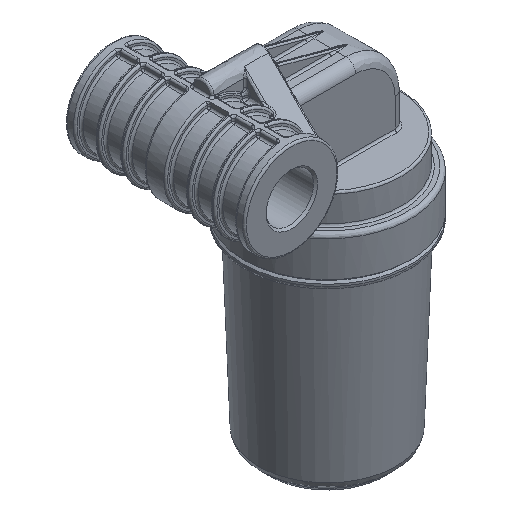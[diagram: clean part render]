
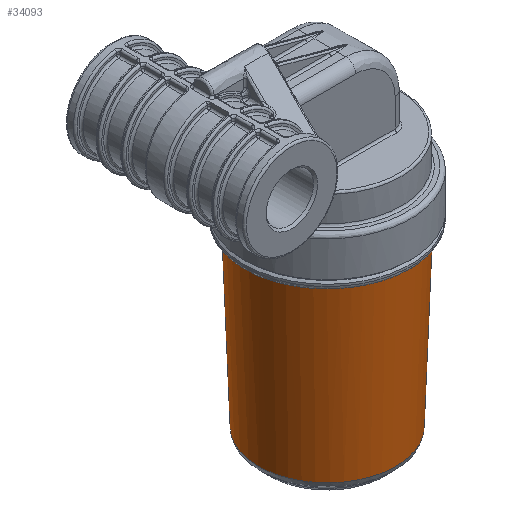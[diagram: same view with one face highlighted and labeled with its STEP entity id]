
A CAD part, isometric view. The second image highlights one B-rep face of the part: STEP entity #34093.
In plain terms, the highlighted free-form (B-spline) face has degree [2, 1] with [7, 2] control points.
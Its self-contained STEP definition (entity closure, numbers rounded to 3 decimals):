
#34093 = ADVANCED_FACE('',(#34094),#34134,.T.);
#34094 = FACE_BOUND('',#34095,.T.);
#34095 = EDGE_LOOP('',(#34096,#34108,#34115,#34125,#34126));
#34096 = ORIENTED_EDGE('',*,*,#34097,.F.);
#34097 = EDGE_CURVE('',#34098,#34100,#34102,.T.);
#34098 = VERTEX_POINT('',#34099);
#34099 = CARTESIAN_POINT('',(141.094,0.,
    -221.976));
#34100 = VERTEX_POINT('',#34101);
#34101 = CARTESIAN_POINT('',(41.072,0.,-221.976));
#34102 = ( BOUNDED_CURVE() B_SPLINE_CURVE(2,(#34103,#34104,#34105,#34106
,#34107),.UNSPECIFIED.,.F.,.F.) B_SPLINE_CURVE_WITH_KNOTS((3,2,3),(
    3.142,4.712,6.283),
.PIECEWISE_BEZIER_KNOTS.) CURVE() GEOMETRIC_REPRESENTATION_ITEM() 
RATIONAL_B_SPLINE_CURVE((1.,0.707,1.,0.707,1.)) 
REPRESENTATION_ITEM('') );
#34103 = CARTESIAN_POINT('',(141.094,0.,
    -221.976));
#34104 = CARTESIAN_POINT('',(141.094,-50.011,
    -221.976));
#34105 = CARTESIAN_POINT('',(91.083,-50.011,
    -221.976));
#34106 = CARTESIAN_POINT('',(41.072,-50.011,
    -221.976));
#34107 = CARTESIAN_POINT('',(41.072,0.,
    -221.976));
#34108 = ORIENTED_EDGE('',*,*,#34109,.T.);
#34109 = EDGE_CURVE('',#34098,#34110,#34112,.T.);
#34110 = VERTEX_POINT('',#34111);
#34111 = CARTESIAN_POINT('',(145.541,0.,-94.619));
#34112 = B_SPLINE_CURVE_WITH_KNOTS('',1,(#34113,#34114),.UNSPECIFIED.,
  .F.,.F.,(2,2),(3.248,92.091),
  .PIECEWISE_BEZIER_KNOTS.);
#34113 = CARTESIAN_POINT('',(141.094,0.,-221.976));
#34114 = CARTESIAN_POINT('',(145.541,0.,-94.619));
#34115 = ORIENTED_EDGE('',*,*,#34116,.F.);
#34116 = EDGE_CURVE('',#34110,#34110,#34117,.T.);
#34117 = ( BOUNDED_CURVE() B_SPLINE_CURVE(2,(#34118,#34119,#34120,#34121
    ,#34122,#34123,#34124),.UNSPECIFIED.,.T.,.F.) 
B_SPLINE_CURVE_WITH_KNOTS((1,2,2,2,2,1),(-2.094,0.,
    2.094,4.189,6.283,8.378),
.UNSPECIFIED.) CURVE() GEOMETRIC_REPRESENTATION_ITEM() 
RATIONAL_B_SPLINE_CURVE((1.,0.5,1.,0.5,1.,0.5,1.)) REPRESENTATION_ITEM(
  '') );
#34118 = CARTESIAN_POINT('',(145.541,0.,-94.619));
#34119 = CARTESIAN_POINT('',(145.541,94.324,
    -94.619));
#34120 = CARTESIAN_POINT('',(63.854,47.162,
    -94.619));
#34121 = CARTESIAN_POINT('',(-17.833,0.,
    -94.619));
#34122 = CARTESIAN_POINT('',(63.854,-47.162,
    -94.619));
#34123 = CARTESIAN_POINT('',(145.541,-94.324,
    -94.619));
#34124 = CARTESIAN_POINT('',(145.541,0.,-94.619));
#34125 = ORIENTED_EDGE('',*,*,#34109,.F.);
#34126 = ORIENTED_EDGE('',*,*,#34127,.F.);
#34127 = EDGE_CURVE('',#34100,#34098,#34128,.T.);
#34128 = ( BOUNDED_CURVE() B_SPLINE_CURVE(2,(#34129,#34130,#34131,#34132
,#34133),.UNSPECIFIED.,.F.,.F.) B_SPLINE_CURVE_WITH_KNOTS((3,2,3),(0.,
1.571,3.142),.PIECEWISE_BEZIER_KNOTS.) CURVE() 
GEOMETRIC_REPRESENTATION_ITEM() RATIONAL_B_SPLINE_CURVE((1.,
0.707,1.,0.707,1.)) REPRESENTATION_ITEM('') );
#34129 = CARTESIAN_POINT('',(41.072,0.,-221.976));
#34130 = CARTESIAN_POINT('',(41.072,50.011,
    -221.976));
#34131 = CARTESIAN_POINT('',(91.083,50.011,
    -221.976));
#34132 = CARTESIAN_POINT('',(141.094,50.011,
    -221.976));
#34133 = CARTESIAN_POINT('',(141.094,0.,
    -221.976));
#34134 = ( BOUNDED_SURFACE() B_SPLINE_SURFACE(2,1,(
    (#34135,#34136)
    ,(#34137,#34138)
    ,(#34139,#34140)
    ,(#34141,#34142)
    ,(#34143,#34144)
    ,(#34145,#34146)
    ,(#34147,#34148
)),.UNSPECIFIED.,.T.,.F.,.F.) B_SPLINE_SURFACE_WITH_KNOTS((1,2,2,2,2,1),
  (2,2),(-2.094,0.,2.094,4.189,6.283,
    8.378),(3.248,92.091),.UNSPECIFIED.) 
GEOMETRIC_REPRESENTATION_ITEM() RATIONAL_B_SPLINE_SURFACE((
    (1.,1.)
    ,(0.5,0.5)
    ,(1.,1.)
    ,(0.5,0.5)
    ,(1.,1.)
    ,(0.5,0.5)
,(1.,1.))) REPRESENTATION_ITEM('') SURFACE() );
#34135 = CARTESIAN_POINT('',(141.094,0.,-221.976));
#34136 = CARTESIAN_POINT('',(145.541,0.,-94.619));
#34137 = CARTESIAN_POINT('',(141.094,86.621,
    -221.976));
#34138 = CARTESIAN_POINT('',(145.541,94.324,
    -94.619));
#34139 = CARTESIAN_POINT('',(66.078,43.31,
    -221.976));
#34140 = CARTESIAN_POINT('',(63.854,47.162,
    -94.619));
#34141 = CARTESIAN_POINT('',(-8.938,0.,
    -221.976));
#34142 = CARTESIAN_POINT('',(-17.833,0.,
    -94.619));
#34143 = CARTESIAN_POINT('',(66.078,-43.31,
    -221.976));
#34144 = CARTESIAN_POINT('',(63.854,-47.162,
    -94.619));
#34145 = CARTESIAN_POINT('',(141.094,-86.621,
    -221.976));
#34146 = CARTESIAN_POINT('',(145.541,-94.324,
    -94.619));
#34147 = CARTESIAN_POINT('',(141.094,0.,-221.976));
#34148 = CARTESIAN_POINT('',(145.541,0.,-94.619));
